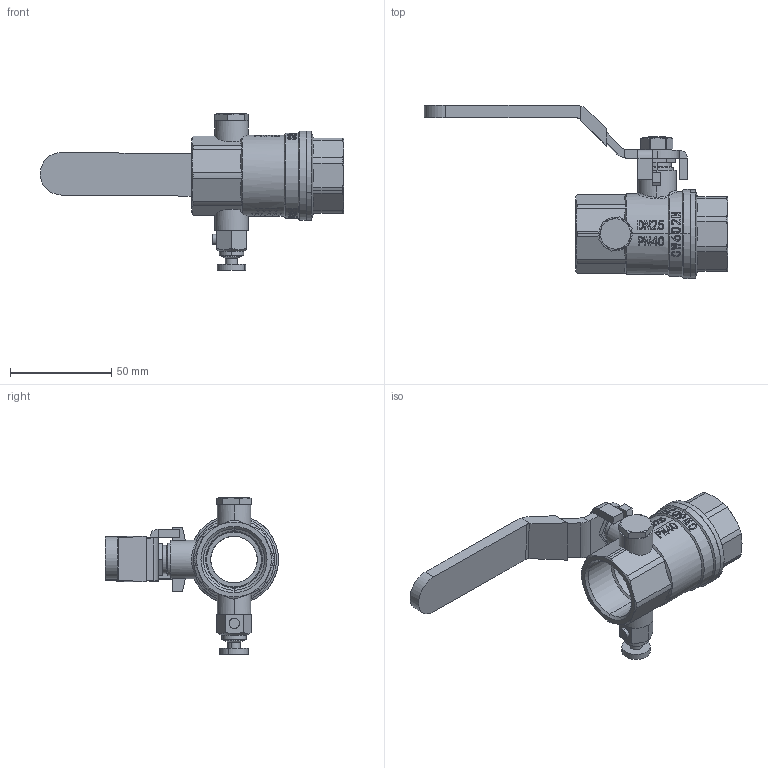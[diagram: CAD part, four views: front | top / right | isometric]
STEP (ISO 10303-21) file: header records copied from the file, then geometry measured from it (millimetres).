
FILE_DESCRIPTION (( 'STEP AP214' ), '1' );
FILE_NAME ('带排水球阀1.0.STEP', '2023-03-07T01:59:57', ( '' ), ( '' ), 'SwSTEP 2.0', 'SolidWorks 2016', '' );
FILE_SCHEMA (( 'AUTOMOTIVE_DESIGN' ));
Length unit declared in the file: millimetre
Products named in the file (16): ѹñ3060203100013; 拸羞俋蹟恇概裝3031203100045; 沺す啣忒梟; 沓蹋_14.3x10.1x5; 鞠褒蹟譫3080114101014; 3010401643623平底球36x23x6; 概釱_30x23x3.2; O遠8x1.9; 齬ァ郲掛极; 黑簽; 齬ァ种赽; 幗豪佪裝; ñ; 极; 带排水球阀1.0; O遠14x1.5
Assembly tree (17 placements, depth 2):
  带排水球阀1.0
    极
    ñ
    幗豪佪裝
    齬ァ种赽
    黑簽
    齬ァ郲掛极
    O遠8x1.9
    概釱_30x23x3.2  x2
    3010401643623平底球36x23x6
    鞠褒蹟譫3080114101014
    沓蹋_14.3x10.1x5
    沺す啣忒梟
    拸羞俋蹟恇概裝3031203100045
    ѹñ3060203100013
    O遠14x1.5  x2
Bounding box: 150 x 85.51 x 77.25 mm (x, y, z)
Volume: 71297.1 mm3; surface area: 56404.7 mm2
Topology: 20 solids, 20 shells, 1237 faces, 3119 edges, 2015 vertices
Faces by surface type: plane 568, bspline 307, cylinder 206, cone 126, torus 28, sphere 2
Entity records: 63269 total; most frequent: CARTESIAN_POINT 31140, ORIENTED_EDGE 6154, DIRECTION 4521, EDGE_CURVE 3077, VERTEX_POINT 1991, AXIS2_PLACEMENT_3D 1553, LINE 1415, VECTOR 1415
